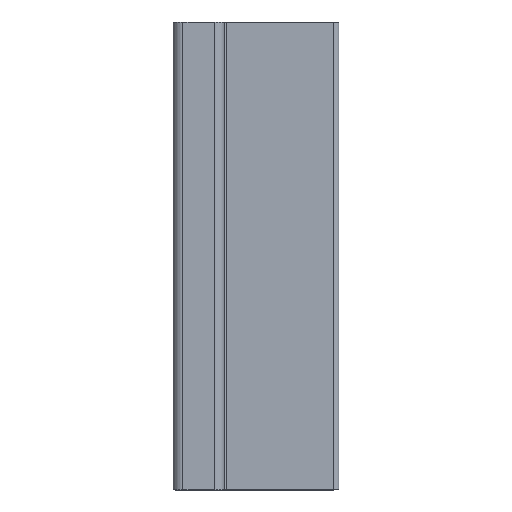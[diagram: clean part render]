
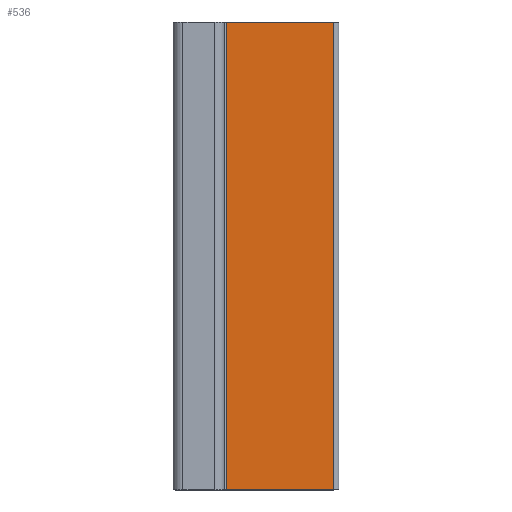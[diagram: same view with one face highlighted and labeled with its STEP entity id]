
A CAD part, top view. The second image highlights one B-rep face of the part: STEP entity #536.
In plain terms, the highlighted planar face has unit normal (0, 0, 1).
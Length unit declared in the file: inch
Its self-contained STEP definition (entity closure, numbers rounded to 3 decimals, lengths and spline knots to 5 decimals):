
#473=CARTESIAN_POINT('',(15.16512,17.67788,-0.57813));
#474=VERTEX_POINT('',#473);
#482=CARTESIAN_POINT('',(15.16512,11.67788,-0.57813));
#483=VERTEX_POINT('',#482);
#484=CARTESIAN_POINT('',(15.16512,11.67788,-0.57813));
#485=DIRECTION('',(0.,1.,0.));
#486=VECTOR('',#485,1.);
#487=LINE('',#484,#486);
#488=EDGE_CURVE('',#483,#474,#487,.T.);
#506=CARTESIAN_POINT('',(13.78987,17.67788,-0.57813));
#507=VERTEX_POINT('',#506);
#508=CARTESIAN_POINT('',(15.16512,17.67788,-0.57813));
#509=DIRECTION('',(-1.,0.,0.));
#510=VECTOR('',#509,1.);
#511=LINE('',#508,#510);
#512=EDGE_CURVE('',#474,#507,#511,.T.);
#513=ORIENTED_EDGE('',*,*,#512,.T.);
#514=CARTESIAN_POINT('',(13.78987,11.67788,-0.57813));
#515=VERTEX_POINT('',#514);
#516=CARTESIAN_POINT('',(13.78987,11.67788,-0.57813));
#517=DIRECTION('',(0.,1.,0.));
#518=VECTOR('',#517,1.);
#519=LINE('',#516,#518);
#520=EDGE_CURVE('',#515,#507,#519,.T.);
#521=ORIENTED_EDGE('',*,*,#520,.F.);
#522=CARTESIAN_POINT('',(15.16512,11.67788,-0.57813));
#523=DIRECTION('',(-1.,0.,0.));
#524=VECTOR('',#523,1.);
#525=LINE('',#522,#524);
#526=EDGE_CURVE('',#483,#515,#525,.T.);
#527=ORIENTED_EDGE('',*,*,#526,.F.);
#528=ORIENTED_EDGE('',*,*,#488,.T.);
#529=EDGE_LOOP('',(#513,#521,#527,#528));
#530=FACE_OUTER_BOUND('',#529,.T.);
#531=CARTESIAN_POINT('',(14.47749,11.67788,-0.57813));
#532=DIRECTION('',(0.,0.,1.));
#533=DIRECTION('',(1.,0.,0.));
#534=AXIS2_PLACEMENT_3D('',#531,#532,#533);
#535=PLANE('',#534);
#536=ADVANCED_FACE('',(#530),#535,.T.);
